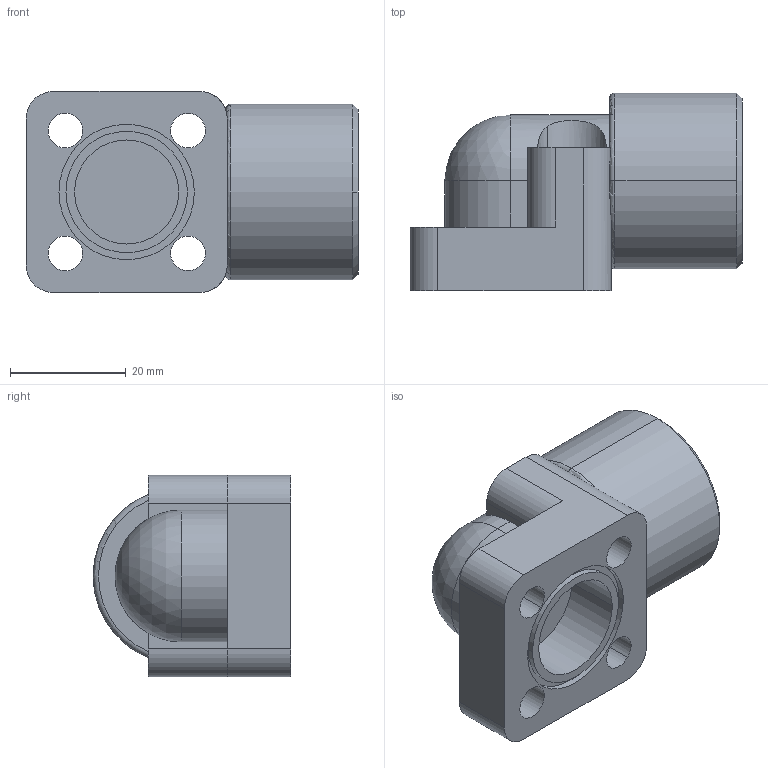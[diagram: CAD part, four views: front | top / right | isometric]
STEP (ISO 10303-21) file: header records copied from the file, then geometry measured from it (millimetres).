
FILE_DESCRIPTION(('STEP AP203'),'1');
FILE_NAME('b1-100.stp','2021-02-23T11:56:50',('TraceParts'),('TraceParts S.A.'),'Spatial InterOp 3D',' ',' ');
FILE_SCHEMA(('CONFIG_CONTROL_DESIGN'));
Length unit declared in the file: millimetre
Products named in the file (1): 1
Bounding box: 57.4 x 34.2 x 34.8 mm (x, y, z)
Volume: 31234.4 mm3; surface area: 10881.2 mm2
Topology: 1 solids, 1 shells, 55 faces, 146 edges, 96 vertices
Faces by surface type: cylinder 30, plane 18, cone 4, torus 2, sphere 1
Entity records: 2041 total; most frequent: CARTESIAN_POINT 563, DIRECTION 319, ORIENTED_EDGE 290, EDGE_CURVE 145, AXIS2_PLACEMENT_3D 128, VERTEX_POINT 96, CIRCLE 72, EDGE_LOOP 67
